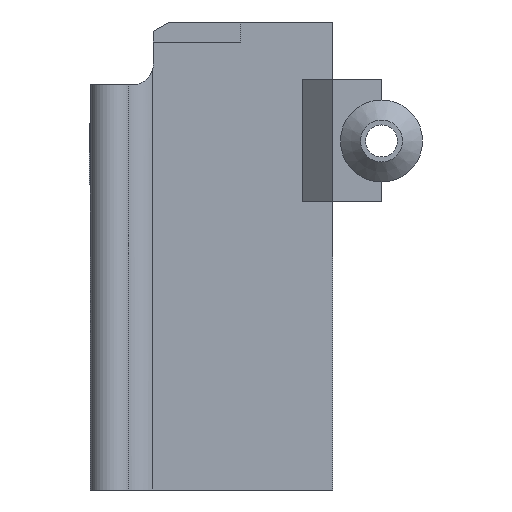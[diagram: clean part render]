
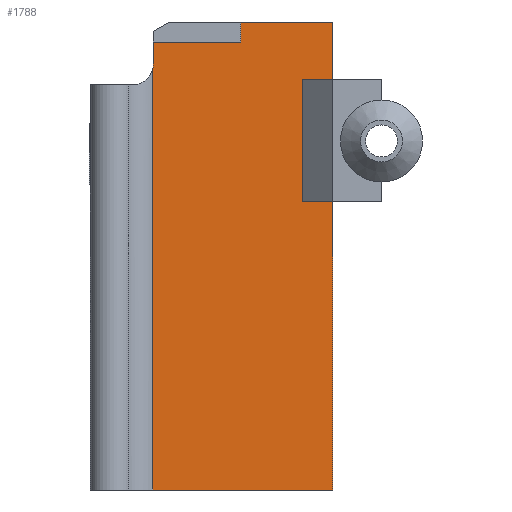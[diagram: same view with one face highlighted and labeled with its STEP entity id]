
A CAD part, left-side view. The second image highlights one B-rep face of the part: STEP entity #1788.
In plain terms, the highlighted planar face has unit normal (-1, 0, 0).
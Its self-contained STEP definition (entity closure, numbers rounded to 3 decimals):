
#53=CIRCLE('',#1889,2.1);
#123=FACE_OUTER_BOUND('',#217,.T.);
#217=EDGE_LOOP('',(#1303,#1304,#1305,#1306,#1307,#1308,#1309,#1310,#1311,
#1312,#1313,#1314,#1315,#1316));
#362=LINE('',#2676,#575);
#366=LINE('',#2712,#579);
#369=LINE('',#2718,#582);
#370=LINE('',#2720,#583);
#371=LINE('',#2722,#584);
#372=LINE('',#2724,#585);
#373=LINE('',#2726,#586);
#374=LINE('',#2728,#587);
#375=LINE('',#2730,#588);
#376=LINE('',#2732,#589);
#377=LINE('',#2734,#590);
#378=LINE('',#2736,#591);
#379=LINE('',#2737,#592);
#575=VECTOR('',#2138,10.);
#579=VECTOR('',#2152,10.);
#582=VECTOR('',#2157,10.);
#583=VECTOR('',#2158,10.);
#584=VECTOR('',#2159,10.);
#585=VECTOR('',#2160,10.);
#586=VECTOR('',#2161,10.);
#587=VECTOR('',#2162,10.);
#588=VECTOR('',#2163,10.);
#589=VECTOR('',#2164,10.);
#590=VECTOR('',#2165,10.);
#591=VECTOR('',#2166,10.);
#592=VECTOR('',#2167,10.);
#774=VERTEX_POINT('',#2673);
#775=VERTEX_POINT('',#2675);
#777=VERTEX_POINT('',#2691);
#778=VERTEX_POINT('',#2711);
#780=VERTEX_POINT('',#2717);
#781=VERTEX_POINT('',#2719);
#782=VERTEX_POINT('',#2721);
#783=VERTEX_POINT('',#2723);
#784=VERTEX_POINT('',#2725);
#785=VERTEX_POINT('',#2727);
#786=VERTEX_POINT('',#2729);
#787=VERTEX_POINT('',#2731);
#788=VERTEX_POINT('',#2733);
#789=VERTEX_POINT('',#2735);
#970=EDGE_CURVE('',#775,#774,#362,.T.);
#975=EDGE_CURVE('',#774,#777,#53,.T.);
#978=EDGE_CURVE('',#778,#775,#366,.F.);
#981=EDGE_CURVE('',#780,#777,#369,.T.);
#982=EDGE_CURVE('',#780,#781,#370,.T.);
#983=EDGE_CURVE('',#781,#782,#371,.T.);
#984=EDGE_CURVE('',#782,#783,#372,.T.);
#985=EDGE_CURVE('',#783,#784,#373,.T.);
#986=EDGE_CURVE('',#784,#785,#374,.T.);
#987=EDGE_CURVE('',#786,#785,#375,.T.);
#988=EDGE_CURVE('',#786,#787,#376,.T.);
#989=EDGE_CURVE('',#787,#788,#377,.T.);
#990=EDGE_CURVE('',#788,#789,#378,.T.);
#991=EDGE_CURVE('',#778,#789,#379,.T.);
#1303=ORIENTED_EDGE('',*,*,#970,.T.);
#1304=ORIENTED_EDGE('',*,*,#975,.T.);
#1305=ORIENTED_EDGE('',*,*,#981,.F.);
#1306=ORIENTED_EDGE('',*,*,#982,.T.);
#1307=ORIENTED_EDGE('',*,*,#983,.T.);
#1308=ORIENTED_EDGE('',*,*,#984,.T.);
#1309=ORIENTED_EDGE('',*,*,#985,.T.);
#1310=ORIENTED_EDGE('',*,*,#986,.T.);
#1311=ORIENTED_EDGE('',*,*,#987,.F.);
#1312=ORIENTED_EDGE('',*,*,#988,.T.);
#1313=ORIENTED_EDGE('',*,*,#989,.T.);
#1314=ORIENTED_EDGE('',*,*,#990,.T.);
#1315=ORIENTED_EDGE('',*,*,#991,.F.);
#1316=ORIENTED_EDGE('',*,*,#978,.T.);
#1717=PLANE('',#1892);
#1788=ADVANCED_FACE('',(#123),#1717,.T.);
#1889=AXIS2_PLACEMENT_3D('',#2706,#2144,#2145);
#1892=AXIS2_PLACEMENT_3D('',#2716,#2155,#2156);
#2138=DIRECTION('',(0.,0.,-1.));
#2144=DIRECTION('center_axis',(1.,0.,0.));
#2145=DIRECTION('ref_axis',(0.,-0.195,0.981));
#2152=DIRECTION('',(0.,-1.,0.));
#2155=DIRECTION('center_axis',(-1.,0.,0.));
#2156=DIRECTION('ref_axis',(0.,1.,0.));
#2157=DIRECTION('',(0.,0.,1.));
#2158=DIRECTION('',(0.,-1.,0.));
#2159=DIRECTION('',(0.,0.,1.));
#2160=DIRECTION('',(0.,0.,1.));
#2161=DIRECTION('',(0.,0.,1.));
#2162=DIRECTION('',(0.,1.,0.));
#2163=DIRECTION('',(0.,0.,-1.));
#2164=DIRECTION('',(0.,-1.,0.));
#2165=DIRECTION('',(0.,0.,1.));
#2166=DIRECTION('',(0.,1.,0.));
#2167=DIRECTION('',(0.,0.,1.));
#2673=CARTESIAN_POINT('',(-11.9,31.6,42.6));
#2675=CARTESIAN_POINT('',(-11.9,31.6,44.8));
#2676=CARTESIAN_POINT('',(-11.9,31.6,22.));
#2691=CARTESIAN_POINT('',(-11.9,31.676,42.041));
#2706=CARTESIAN_POINT('Origin',(-11.9,33.7,42.6));
#2711=CARTESIAN_POINT('',(-11.9,22.9,44.8));
#2712=CARTESIAN_POINT('',(-11.9,28.738,44.8));
#2716=CARTESIAN_POINT('Origin',(-11.9,13.7,1.4));
#2717=CARTESIAN_POINT('',(-11.9,31.676,0.));
#2718=CARTESIAN_POINT('',(-11.9,31.676,1.4));
#2719=CARTESIAN_POINT('',(-11.9,13.7,0.));
#2720=CARTESIAN_POINT('',(-11.9,19.75,0.));
#2721=CARTESIAN_POINT('',(-11.9,13.7,1.4));
#2722=CARTESIAN_POINT('',(-11.9,13.7,1.4));
#2723=CARTESIAN_POINT('',(-11.9,13.7,23.6));
#2724=CARTESIAN_POINT('',(-11.9,13.7,1.4));
#2725=CARTESIAN_POINT('',(-11.9,13.7,28.8));
#2726=CARTESIAN_POINT('',(-11.9,13.7,1.4));
#2727=CARTESIAN_POINT('',(-11.9,16.7,28.8));
#2728=CARTESIAN_POINT('',(-11.9,13.7,28.8));
#2729=CARTESIAN_POINT('',(-11.9,16.7,41.));
#2730=CARTESIAN_POINT('',(-11.9,16.7,21.2));
#2731=CARTESIAN_POINT('',(-11.9,13.7,41.));
#2732=CARTESIAN_POINT('',(-11.9,11.25,41.));
#2733=CARTESIAN_POINT('',(-11.9,13.7,46.8));
#2734=CARTESIAN_POINT('',(-11.9,13.7,1.4));
#2735=CARTESIAN_POINT('',(-11.9,22.9,46.8));
#2736=CARTESIAN_POINT('',(-11.9,20.6,46.8));
#2737=CARTESIAN_POINT('',(-11.9,22.9,44.8));
